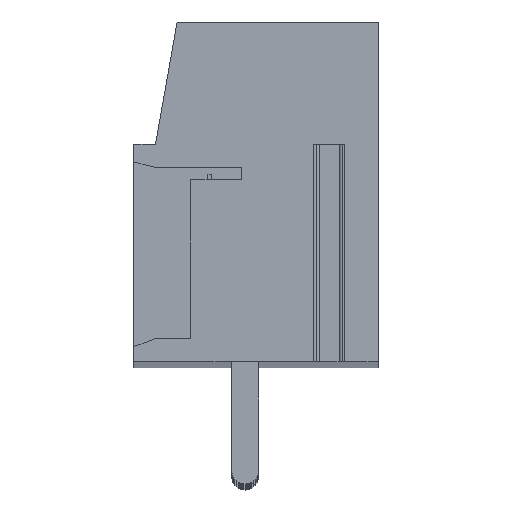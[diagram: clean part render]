
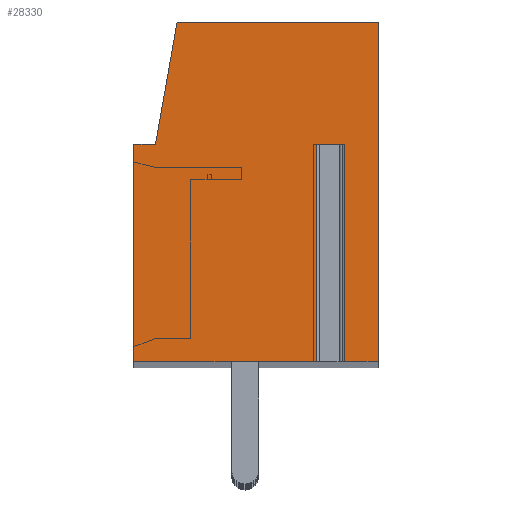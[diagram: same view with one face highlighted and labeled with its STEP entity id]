
A CAD part, top view. The second image highlights one B-rep face of the part: STEP entity #28330.
In plain terms, the highlighted planar face has unit normal (0, 0, 1).
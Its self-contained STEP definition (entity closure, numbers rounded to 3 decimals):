
#581=DIRECTION('',(-1.,0.,0.));
#582=VECTOR('',#581,0.958);
#583=CARTESIAN_POINT('',(3.179,1.75,127.5));
#584=LINE('',#583,#582);
#585=DIRECTION('',(0.,-1.,0.));
#586=VECTOR('',#585,8.);
#587=CARTESIAN_POINT('',(2.221,1.75,127.5));
#588=LINE('',#587,#586);
#589=DIRECTION('',(1.,0.,0.));
#590=VECTOR('',#589,6.721);
#591=CARTESIAN_POINT('',(-4.5,-6.25,127.5));
#592=LINE('',#591,#590);
#593=DIRECTION('',(0.,-1.,0.));
#594=VECTOR('',#593,8.);
#595=CARTESIAN_POINT('',(-4.5,1.75,127.5));
#596=LINE('',#595,#594);
#597=DIRECTION('',(-1.,0.,0.));
#598=VECTOR('',#597,0.8);
#599=CARTESIAN_POINT('',(-3.7,1.75,127.5));
#600=LINE('',#599,#598);
#601=DIRECTION('',(-0.174,-0.985,0.));
#602=VECTOR('',#601,4.569);
#603=CARTESIAN_POINT('',(-2.907,6.25,127.5));
#604=LINE('',#603,#602);
#605=DIRECTION('',(-1.,0.,0.));
#606=VECTOR('',#605,7.407);
#607=CARTESIAN_POINT('',(4.5,6.25,127.5));
#608=LINE('',#607,#606);
#609=DIRECTION('',(0.,1.,0.));
#610=VECTOR('',#609,12.5);
#611=CARTESIAN_POINT('',(4.5,-6.25,127.5));
#612=LINE('',#611,#610);
#613=DIRECTION('',(1.,0.,0.));
#614=VECTOR('',#613,1.321);
#615=CARTESIAN_POINT('',(3.179,-6.25,127.5));
#616=LINE('',#615,#614);
#617=DIRECTION('',(0.,-1.,0.));
#618=VECTOR('',#617,8.);
#619=CARTESIAN_POINT('',(3.179,1.75,127.5));
#620=LINE('',#619,#618);
#21729=CARTESIAN_POINT('',(4.5,-6.25,127.5));
#21730=CARTESIAN_POINT('',(4.5,6.25,127.5));
#21731=VERTEX_POINT('',#21729);
#21732=VERTEX_POINT('',#21730);
#21733=CARTESIAN_POINT('',(-2.907,6.25,127.5));
#21734=VERTEX_POINT('',#21733);
#21735=CARTESIAN_POINT('',(-3.7,1.75,127.5));
#21736=VERTEX_POINT('',#21735);
#21737=CARTESIAN_POINT('',(-4.5,1.75,127.5));
#21738=VERTEX_POINT('',#21737);
#21739=CARTESIAN_POINT('',(-4.5,-6.25,127.5));
#21740=VERTEX_POINT('',#21739);
#21785=CARTESIAN_POINT('',(3.179,1.75,127.5));
#21786=CARTESIAN_POINT('',(2.221,1.75,127.5));
#21787=VERTEX_POINT('',#21785);
#21788=VERTEX_POINT('',#21786);
#21789=CARTESIAN_POINT('',(3.179,-6.25,127.5));
#21790=VERTEX_POINT('',#21789);
#21791=CARTESIAN_POINT('',(2.221,-6.25,127.5));
#21792=VERTEX_POINT('',#21791);
#28306=CARTESIAN_POINT('',(0.,0.,127.5));
#28307=DIRECTION('',(0.,0.,1.));
#28308=DIRECTION('',(1.,0.,0.));
#28309=AXIS2_PLACEMENT_3D('',#28306,#28307,#28308);
#28310=PLANE('',#28309);
#28312=ORIENTED_EDGE('',*,*,#28311,.T.);
#28313=ORIENTED_EDGE('',*,*,#28297,.T.);
#28314=ORIENTED_EDGE('',*,*,#27978,.F.);
#28316=ORIENTED_EDGE('',*,*,#28315,.F.);
#28318=ORIENTED_EDGE('',*,*,#28317,.F.);
#28320=ORIENTED_EDGE('',*,*,#28319,.F.);
#28322=ORIENTED_EDGE('',*,*,#28321,.F.);
#28324=ORIENTED_EDGE('',*,*,#28323,.F.);
#28325=ORIENTED_EDGE('',*,*,#27957,.F.);
#28327=ORIENTED_EDGE('',*,*,#28326,.F.);
#28328=EDGE_LOOP('',(#28312,#28313,#28314,#28316,#28318,#28320,#28322,#28324,
#28325,#28327));
#28329=FACE_OUTER_BOUND('',#28328,.F.);
#27957=EDGE_CURVE('',#21790,#21731,#616,.T.);
#27978=EDGE_CURVE('',#21740,#21792,#592,.T.);
#28297=EDGE_CURVE('',#21788,#21792,#588,.T.);
#28311=EDGE_CURVE('',#21787,#21788,#584,.T.);
#28315=EDGE_CURVE('',#21738,#21740,#596,.T.);
#28317=EDGE_CURVE('',#21736,#21738,#600,.T.);
#28319=EDGE_CURVE('',#21734,#21736,#604,.T.);
#28321=EDGE_CURVE('',#21732,#21734,#608,.T.);
#28323=EDGE_CURVE('',#21731,#21732,#612,.T.);
#28326=EDGE_CURVE('',#21787,#21790,#620,.T.);
#28330=ADVANCED_FACE('',(#28329),#28310,.T.);
